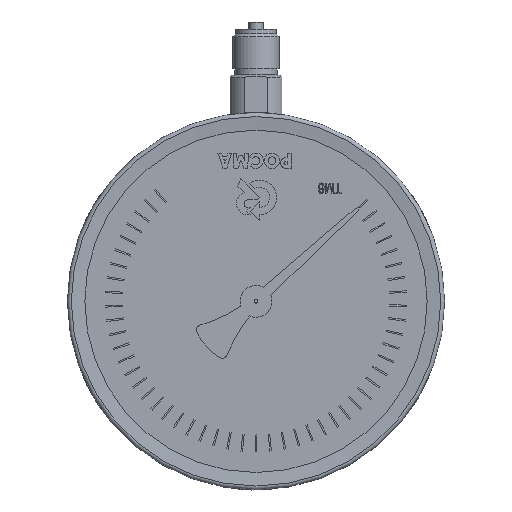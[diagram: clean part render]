
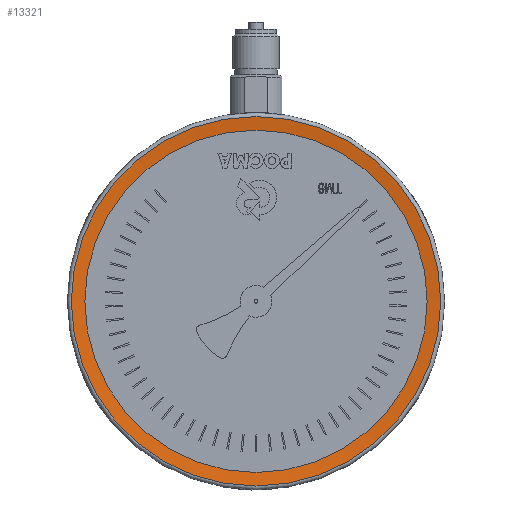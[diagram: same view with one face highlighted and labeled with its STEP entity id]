
A CAD part, front view. The second image highlights one B-rep face of the part: STEP entity #13321.
In plain terms, the highlighted conical face has half-angle 83.244 degrees and reference radius 78.773 mm.
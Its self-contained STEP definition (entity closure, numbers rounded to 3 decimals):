
#137=CONICAL_SURFACE('',#14366,78.774,1.453);
#396=CIRCLE('',#14363,78.774);
#397=CIRCLE('',#14364,78.774);
#399=CIRCLE('',#14367,73.);
#400=CIRCLE('',#14368,73.);
#1906=FACE_OUTER_BOUND('',#2750,.T.);
#2750=EDGE_LOOP('',(#11869,#11870,#11871,#11872,#11873,#11874));
#4027=LINE('',#24354,#5295);
#5295=VECTOR('',#17469,78.774);
#6708=VERTEX_POINT('',#24344);
#6709=VERTEX_POINT('',#24345);
#6710=VERTEX_POINT('',#24350);
#6711=VERTEX_POINT('',#24351);
#8501=EDGE_CURVE('',#6708,#6709,#396,.T.);
#8502=EDGE_CURVE('',#6709,#6708,#397,.T.);
#8504=EDGE_CURVE('',#6710,#6711,#399,.T.);
#8505=EDGE_CURVE('',#6711,#6710,#400,.T.);
#8506=EDGE_CURVE('',#6711,#6709,#4027,.T.);
#11869=ORIENTED_EDGE('',*,*,#8504,.F.);
#11870=ORIENTED_EDGE('',*,*,#8505,.F.);
#11871=ORIENTED_EDGE('',*,*,#8506,.T.);
#11872=ORIENTED_EDGE('',*,*,#8502,.T.);
#11873=ORIENTED_EDGE('',*,*,#8501,.T.);
#11874=ORIENTED_EDGE('',*,*,#8506,.F.);
#13321=ADVANCED_FACE('',(#1906),#137,.F.);
#14363=AXIS2_PLACEMENT_3D('',#24346,#17457,#17458);
#14364=AXIS2_PLACEMENT_3D('',#24347,#17459,#17460);
#14366=AXIS2_PLACEMENT_3D('',#24349,#17463,#17464);
#14367=AXIS2_PLACEMENT_3D('',#24352,#17465,#17466);
#14368=AXIS2_PLACEMENT_3D('',#24353,#17467,#17468);
#17457=DIRECTION('center_axis',(0.,-1.,0.));
#17458=DIRECTION('ref_axis',(0.,0.,
-1.));
#17459=DIRECTION('center_axis',(0.,-1.,0.));
#17460=DIRECTION('ref_axis',(0.,0.,
-1.));
#17463=DIRECTION('center_axis',(0.,-1.,0.));
#17464=DIRECTION('ref_axis',(0.,0.,
-1.));
#17465=DIRECTION('center_axis',(0.,-1.,0.));
#17466=DIRECTION('ref_axis',(0.,0.,
-1.));
#17467=DIRECTION('center_axis',(0.,-1.,0.));
#17468=DIRECTION('ref_axis',(0.,0.,
-1.));
#17469=DIRECTION('',(0.,-0.118,0.993));
#24344=CARTESIAN_POINT('',(-0.344,-14.804,-78.774));
#24345=CARTESIAN_POINT('',(-0.344,-14.804,78.774));
#24346=CARTESIAN_POINT('Origin',(-0.344,-14.804,0.));
#24347=CARTESIAN_POINT('Origin',(-0.344,-14.804,0.));
#24349=CARTESIAN_POINT('Origin',(-0.344,-14.804,0.));
#24350=CARTESIAN_POINT('',(-0.344,-14.12,-73.));
#24351=CARTESIAN_POINT('',(-0.344,-14.12,73.));
#24352=CARTESIAN_POINT('Origin',(-0.344,-14.12,0.));
#24353=CARTESIAN_POINT('Origin',(-0.344,-14.12,0.));
#24354=CARTESIAN_POINT('',(-0.344,-14.804,78.774));
